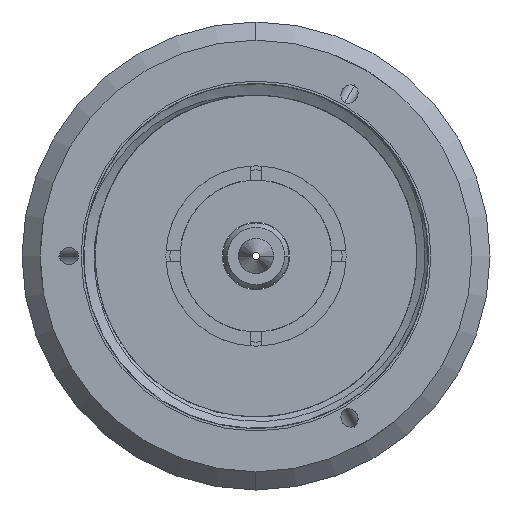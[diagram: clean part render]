
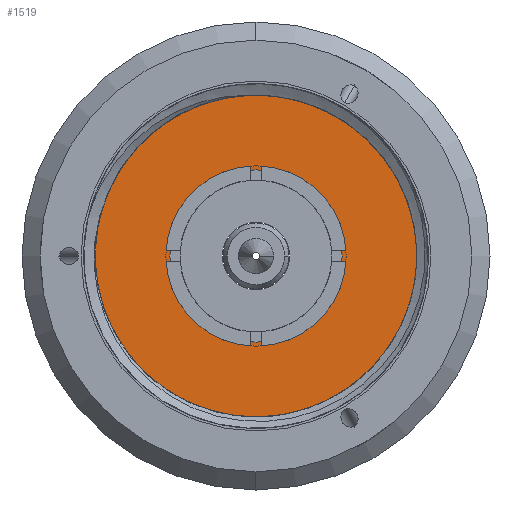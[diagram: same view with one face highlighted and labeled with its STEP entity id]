
A CAD part, left-side view. The second image highlights one B-rep face of the part: STEP entity #1519.
In plain terms, the highlighted planar face has unit normal (-1, 0, 0).
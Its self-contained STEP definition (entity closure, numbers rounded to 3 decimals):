
#1452=CARTESIAN_POINT('',(-1.575,0.,0.));
#1453=DIRECTION('',(1.,0.,0.));
#1454=DIRECTION('',(0.,0.,-1.));
#1455=AXIS2_PLACEMENT_3D('',#1452,#1453,#1454);
#1457=CARTESIAN_POINT('',(-1.575,0.,0.));
#1458=DIRECTION('',(1.,0.,0.));
#1459=DIRECTION('',(0.,0.,1.));
#1460=AXIS2_PLACEMENT_3D('',#1457,#1458,#1459);
#1462=CARTESIAN_POINT('',(-1.575,0.,0.));
#1463=DIRECTION('',(-1.,0.,0.));
#1464=DIRECTION('',(0.,0.,-1.));
#1465=AXIS2_PLACEMENT_3D('',#1462,#1463,#1464);
#1467=CARTESIAN_POINT('',(-1.575,0.,0.));
#1468=DIRECTION('',(-1.,0.,0.));
#1469=DIRECTION('',(0.,0.,1.));
#1470=AXIS2_PLACEMENT_3D('',#1467,#1468,#1469);
#1490=CARTESIAN_POINT('',(-1.575,0.,-7.938));
#1491=CARTESIAN_POINT('',(-1.575,0.,7.938));
#1492=VERTEX_POINT('',#1490);
#1493=VERTEX_POINT('',#1491);
#1494=CARTESIAN_POINT('',(-1.575,0.,-3.975));
#1495=CARTESIAN_POINT('',(-1.575,0.,3.975));
#1496=VERTEX_POINT('',#1494);
#1497=VERTEX_POINT('',#1495);
#1502=CARTESIAN_POINT('',(-1.575,0.,0.));
#1503=DIRECTION('',(1.,0.,0.));
#1504=DIRECTION('',(0.,0.,-1.));
#1505=AXIS2_PLACEMENT_3D('',#1502,#1503,#1504);
#1506=PLANE('',#1505);
#1508=ORIENTED_EDGE('',*,*,#1507,.T.);
#1510=ORIENTED_EDGE('',*,*,#1509,.T.);
#1511=EDGE_LOOP('',(#1508,#1510));
#1512=FACE_OUTER_BOUND('',#1511,.F.);
#1514=ORIENTED_EDGE('',*,*,#1513,.T.);
#1516=ORIENTED_EDGE('',*,*,#1515,.T.);
#1517=EDGE_LOOP('',(#1514,#1516));
#1518=FACE_BOUND('',#1517,.F.);
#1456=CIRCLE('',#1455,7.938);
#1461=CIRCLE('',#1460,7.938);
#1466=CIRCLE('',#1465,3.975);
#1471=CIRCLE('',#1470,3.975);
#1507=EDGE_CURVE('',#1492,#1493,#1456,.T.);
#1509=EDGE_CURVE('',#1493,#1492,#1461,.T.);
#1513=EDGE_CURVE('',#1496,#1497,#1466,.T.);
#1515=EDGE_CURVE('',#1497,#1496,#1471,.T.);
#1519=ADVANCED_FACE('',(#1512,#1518),#1506,.F.);
